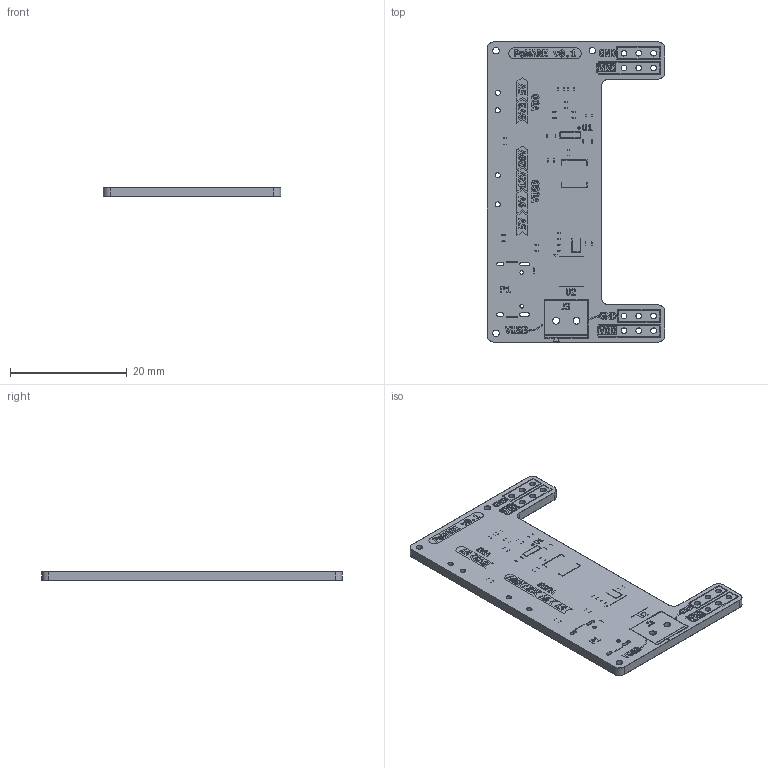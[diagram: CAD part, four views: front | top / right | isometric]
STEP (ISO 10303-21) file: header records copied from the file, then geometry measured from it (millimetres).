
FILE_DESCRIPTION(('KiCad electronic assembly'),'2;1');
FILE_NAME('PoWARE_wo_jumpers.step','2025-07-30T13:56:36',('Pcbnew'),( 'Kicad'),'Open CASCADE STEP processor 7.9','KiCad to STEP converter' ,'Unknown');
FILE_SCHEMA(('AUTOMOTIVE_DESIGN { 1 0 10303 214 1 1 1 1 }'));
Length unit declared in the file: millimetre
Products named in the file (4): PoWARE_wo_jumpers 1; PoWARE_wo_jumpers_silkscreen; PoWARE_wo_jumpers_soldermask; PoWARE_wo_jumpers_PCB
Assembly tree (3 placements, depth 2):
  PoWARE_wo_jumpers 1
    PoWARE_wo_jumpers_silkscreen
    PoWARE_wo_jumpers_soldermask
    PoWARE_wo_jumpers_PCB
Bounding box: 30.4 x 51.4 x 1.67 mm (x, y, z)
Volume: 1702 mm3; surface area: 5000.7 mm2
Topology: 1 solids, 118 shells, 174 faces, 2299 edges, 2244 vertices
Faces by surface type: plane 135, cylinder 39
Full cylindrical faces by diameter (mm): 0.65 x2, 0.9 x4, 1 x12, 1.152 x3, 1.2 x2
Entity records: 21810 total; most frequent: CARTESIAN_POINT 4721, DIRECTION 3156, ORIENTED_EDGE 2464, EDGE_CURVE 2299, VERTEX_POINT 2244, LINE 1798, VECTOR 1798, AXIS2_PLACEMENT_3D 679
